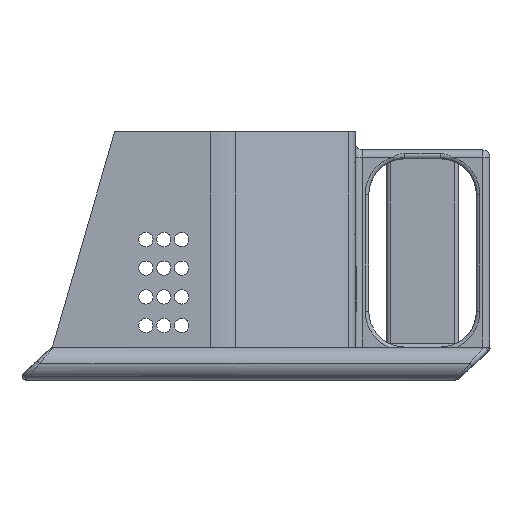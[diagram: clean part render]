
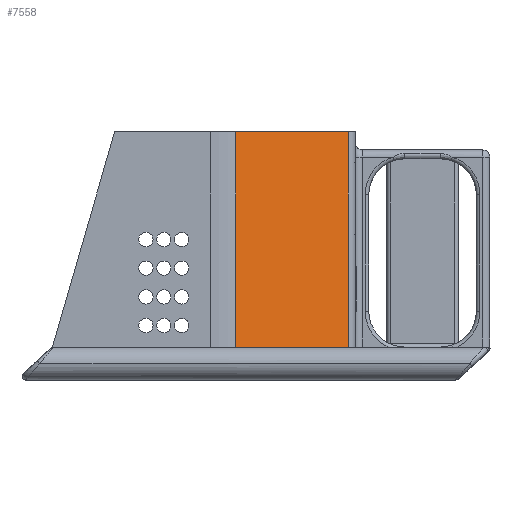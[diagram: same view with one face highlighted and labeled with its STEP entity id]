
A CAD part, front view. The second image highlights one B-rep face of the part: STEP entity #7558.
In plain terms, the highlighted planar face has unit normal (0.356, -0.935, 0).
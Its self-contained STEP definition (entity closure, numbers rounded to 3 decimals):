
#152 = VECTOR ( 'NONE', #7653, 1000. ) ;
#344 = EDGE_CURVE ( 'NONE', #7152, #3608, #5987, .T. ) ;
#515 = LINE ( 'NONE', #3457, #6658 ) ;
#683 = CARTESIAN_POINT ( 'NONE',  ( 57.108, 70.774, 280.284 ) ) ;
#917 = ORIENTED_EDGE ( 'NONE', *, *, #5268, .T. ) ;
#936 = CARTESIAN_POINT ( 'NONE',  ( 91.951, 84.038, 220.284 ) ) ;
#1486 = ORIENTED_EDGE ( 'NONE', *, *, #1953, .T. ) ;
#1688 = CARTESIAN_POINT ( 'NONE',  ( 57.108, 70.774, 220.284 ) ) ;
#1945 = FACE_OUTER_BOUND ( 'NONE', #5767, .T. ) ;
#1953 = EDGE_CURVE ( 'NONE', #7152, #4225, #2521, .T. ) ;
#2521 = LINE ( 'NONE', #3098, #6995 ) ;
#2652 = DIRECTION ( 'NONE',  ( -0.356, 0.935, 0. ) ) ;
#2754 = CARTESIAN_POINT ( 'NONE',  ( 60.545, 72.083, 280.284 ) ) ;
#2886 = DIRECTION ( 'NONE',  ( 0., 0., 1. ) ) ;
#2904 = DIRECTION ( 'NONE',  ( 0.935, 0.356, 0. ) ) ;
#3098 = CARTESIAN_POINT ( 'NONE',  ( 60.545, 72.083, 280.284 ) ) ;
#3425 = VECTOR ( 'NONE', #2904, 1000. ) ;
#3457 = CARTESIAN_POINT ( 'NONE',  ( 91.951, 84.038, 280.284 ) ) ;
#3608 = VERTEX_POINT ( 'NONE', #5805 ) ;
#3721 = LINE ( 'NONE', #1688, #3425 ) ;
#4225 = VERTEX_POINT ( 'NONE', #7476 ) ;
#4615 = DIRECTION ( 'NONE',  ( -0.935, -0.356, 0. ) ) ;
#4868 = DIRECTION ( 'NONE',  ( 0., 0., -1. ) ) ;
#5268 = EDGE_CURVE ( 'NONE', #7392, #3608, #515, .T. ) ;
#5718 = ORIENTED_EDGE ( 'NONE', *, *, #6239, .T. ) ;
#5767 = EDGE_LOOP ( 'NONE', ( #6134, #1486, #5718, #917 ) ) ;
#5805 = CARTESIAN_POINT ( 'NONE',  ( 91.951, 84.038, 280.284 ) ) ;
#5987 = LINE ( 'NONE', #683, #152 ) ;
#6134 = ORIENTED_EDGE ( 'NONE', *, *, #344, .F. ) ;
#6239 = EDGE_CURVE ( 'NONE', #4225, #7392, #3721, .T. ) ;
#6658 = VECTOR ( 'NONE', #2886, 1000. ) ;
#6786 = PLANE ( 'NONE',  #6807 ) ;
#6807 = AXIS2_PLACEMENT_3D ( 'NONE', #6833, #2652, #4615 ) ;
#6833 = CARTESIAN_POINT ( 'NONE',  ( 57.108, 70.774, 280.284 ) ) ;
#6995 = VECTOR ( 'NONE', #4868, 1000. ) ;
#7152 = VERTEX_POINT ( 'NONE', #2754 ) ;
#7392 = VERTEX_POINT ( 'NONE', #936 ) ;
#7476 = CARTESIAN_POINT ( 'NONE',  ( 60.545, 72.083, 220.284 ) ) ;
#7558 = ADVANCED_FACE ( 'NONE', ( #1945 ), #6786, .F. ) ;
#7653 = DIRECTION ( 'NONE',  ( 0.935, 0.356, 0. ) ) ;
